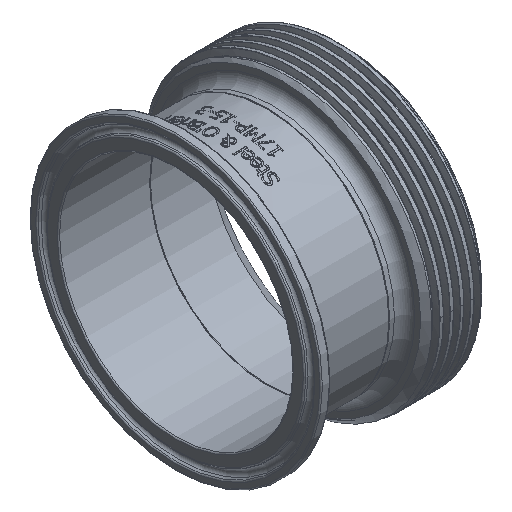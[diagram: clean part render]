
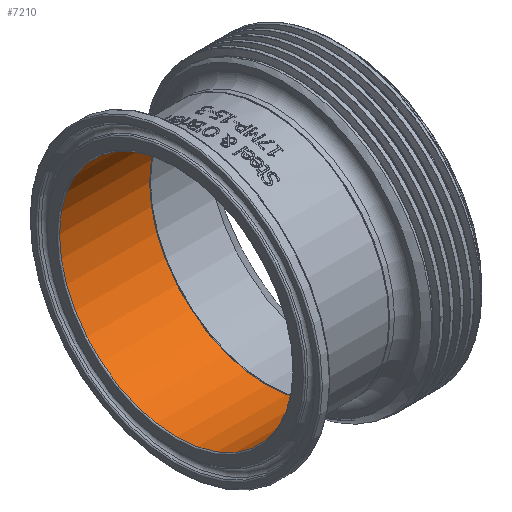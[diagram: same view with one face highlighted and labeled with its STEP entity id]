
A CAD part, isometric view. The second image highlights one B-rep face of the part: STEP entity #7210.
In plain terms, the highlighted cylindrical face has radius 36.449 mm (diameter 72.898 mm), a full revolution.
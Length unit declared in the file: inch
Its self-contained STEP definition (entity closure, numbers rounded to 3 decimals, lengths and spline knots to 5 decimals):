
#814=FACE_OUTER_BOUND('',#1239,.T.);
#1239=EDGE_LOOP('',(#6671,#6672,#6673,#6674,#6675,#6676,#6677,#6678));
#1443=CIRCLE('',#7664,1.435);
#1444=CIRCLE('',#7665,1.435);
#1446=CIRCLE('',#7667,1.435);
#1447=CIRCLE('',#7669,1.435);
#1448=CIRCLE('',#7670,1.435);
#1449=CIRCLE('',#7671,1.435);
#2316=LINE('',#19514,#2783);
#2783=VECTOR('',#9037,1.435);
#3483=VERTEX_POINT('',#19505);
#3484=VERTEX_POINT('',#19506);
#3485=VERTEX_POINT('',#19508);
#3486=VERTEX_POINT('',#19513);
#3487=VERTEX_POINT('',#19515);
#3488=VERTEX_POINT('',#19517);
#4557=EDGE_CURVE('',#3483,#3484,#1443,.T.);
#4558=EDGE_CURVE('',#3484,#3485,#1444,.T.);
#4560=EDGE_CURVE('',#3485,#3483,#1446,.T.);
#4561=EDGE_CURVE('',#3484,#3486,#2316,.T.);
#4562=EDGE_CURVE('',#3487,#3486,#1447,.T.);
#4563=EDGE_CURVE('',#3488,#3487,#1448,.T.);
#4564=EDGE_CURVE('',#3486,#3488,#1449,.T.);
#6671=ORIENTED_EDGE('',*,*,#4557,.F.);
#6672=ORIENTED_EDGE('',*,*,#4560,.F.);
#6673=ORIENTED_EDGE('',*,*,#4558,.F.);
#6674=ORIENTED_EDGE('',*,*,#4561,.T.);
#6675=ORIENTED_EDGE('',*,*,#4562,.F.);
#6676=ORIENTED_EDGE('',*,*,#4563,.F.);
#6677=ORIENTED_EDGE('',*,*,#4564,.F.);
#6678=ORIENTED_EDGE('',*,*,#4561,.F.);
#6832=CYLINDRICAL_SURFACE('',#7668,1.435);
#7210=ADVANCED_FACE('',(#814),#6832,.F.);
#7664=AXIS2_PLACEMENT_3D('',#19507,#9027,#9028);
#7665=AXIS2_PLACEMENT_3D('',#19509,#9029,#9030);
#7667=AXIS2_PLACEMENT_3D('',#19511,#9033,#9034);
#7668=AXIS2_PLACEMENT_3D('',#19512,#9035,#9036);
#7669=AXIS2_PLACEMENT_3D('',#19516,#9038,#9039);
#7670=AXIS2_PLACEMENT_3D('',#19518,#9040,#9041);
#7671=AXIS2_PLACEMENT_3D('',#19519,#9042,#9043);
#9027=DIRECTION('center_axis',(-1.,0.,0.));
#9028=DIRECTION('ref_axis',(0.,-1.,0.));
#9029=DIRECTION('center_axis',(-1.,0.,0.));
#9030=DIRECTION('ref_axis',(0.,-1.,0.));
#9033=DIRECTION('center_axis',(-1.,0.,0.));
#9034=DIRECTION('ref_axis',(0.,-1.,0.));
#9035=DIRECTION('center_axis',(1.,0.,0.));
#9036=DIRECTION('ref_axis',(0.,1.,0.));
#9037=DIRECTION('',(-1.,0.,0.));
#9038=DIRECTION('center_axis',(1.,0.,0.));
#9039=DIRECTION('ref_axis',(0.,-1.,0.));
#9040=DIRECTION('center_axis',(1.,0.,0.));
#9041=DIRECTION('ref_axis',(0.,-1.,0.));
#9042=DIRECTION('center_axis',(1.,0.,0.));
#9043=DIRECTION('ref_axis',(0.,-1.,0.));
#19505=CARTESIAN_POINT('',(1.12,1.435,0.));
#19506=CARTESIAN_POINT('',(1.12,-1.435,0.));
#19507=CARTESIAN_POINT('Origin',(1.12,0.,0.));
#19508=CARTESIAN_POINT('',(1.12,0.,1.435));
#19509=CARTESIAN_POINT('Origin',(1.12,0.,0.));
#19511=CARTESIAN_POINT('Origin',(1.12,0.,0.));
#19512=CARTESIAN_POINT('Origin',(0.578,0.,0.));
#19513=CARTESIAN_POINT('',(0.015,-1.435,0.));
#19514=CARTESIAN_POINT('',(0.578,-1.435,0.));
#19515=CARTESIAN_POINT('',(0.015,0.,1.435));
#19516=CARTESIAN_POINT('Origin',(0.015,0.,0.));
#19517=CARTESIAN_POINT('',(0.015,1.435,0.));
#19518=CARTESIAN_POINT('Origin',(0.015,0.,0.));
#19519=CARTESIAN_POINT('Origin',(0.015,0.,0.));
